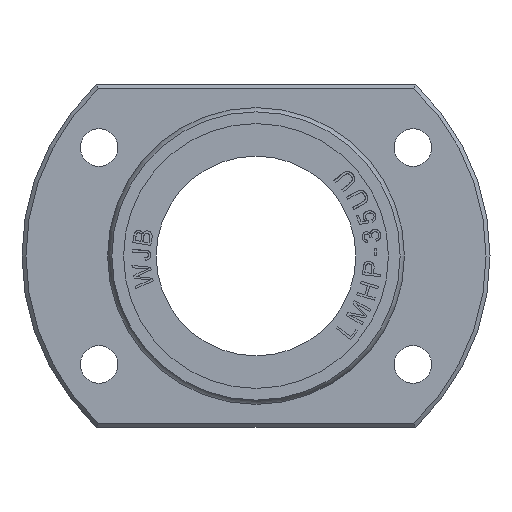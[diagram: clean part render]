
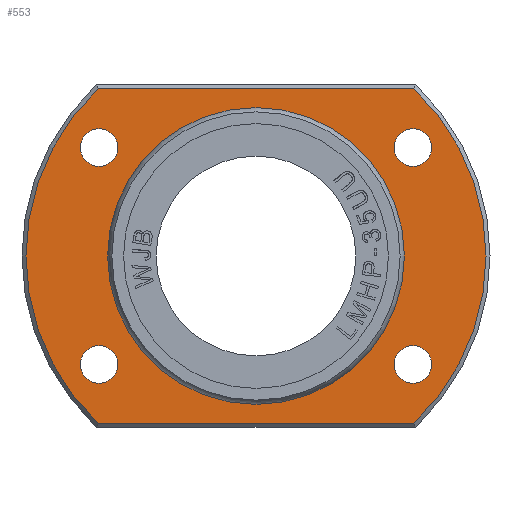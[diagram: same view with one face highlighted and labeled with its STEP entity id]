
A CAD part, left-side view. The second image highlights one B-rep face of the part: STEP entity #553.
In plain terms, the highlighted planar face has unit normal (-1, 0, 0).
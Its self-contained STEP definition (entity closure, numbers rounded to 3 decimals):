
#553=ADVANCED_FACE('',(#1311,#1312,#1313,#1314,#1315,#1316),#936,.T.);
#936=PLANE('',#6964);
#1211=CIRCLE('',#6957,3.3);
#1212=CIRCLE('',#6958,40.3);
#1213=CIRCLE('',#6959,40.3);
#1214=CIRCLE('',#6960,25.714);
#1215=CIRCLE('',#6961,3.3);
#1216=CIRCLE('',#6962,3.3);
#1217=CIRCLE('',#6963,3.3);
#1311=FACE_BOUND('',#1424,.T.);
#1312=FACE_BOUND('',#1425,.T.);
#1313=FACE_BOUND('',#1426,.T.);
#1314=FACE_BOUND('',#1427,.T.);
#1315=FACE_BOUND('',#1428,.T.);
#1316=FACE_BOUND('',#1429,.T.);
#1424=EDGE_LOOP('',(#2584));
#1425=EDGE_LOOP('',(#2585,#2586,#2587,#2588));
#1426=EDGE_LOOP('',(#2589));
#1427=EDGE_LOOP('',(#2590));
#1428=EDGE_LOOP('',(#2591));
#1429=EDGE_LOOP('',(#2592));
#1926=B_SPLINE_CURVE_WITH_KNOTS('',3,(#10437,#10438,#10439,#10440),.UNSPECIFIED.,
 .F.,.F.,(4,4),(0.,1.),.UNSPECIFIED.);
#1927=B_SPLINE_CURVE_WITH_KNOTS('',3,(#10444,#10445,#10446,#10447),.UNSPECIFIED.,
 .F.,.F.,(4,4),(0.,1.),.UNSPECIFIED.);
#2584=ORIENTED_EDGE('',*,*,#5146,.F.);
#2585=ORIENTED_EDGE('',*,*,#5147,.F.);
#2586=ORIENTED_EDGE('',*,*,#5148,.F.);
#2587=ORIENTED_EDGE('',*,*,#5149,.F.);
#2588=ORIENTED_EDGE('',*,*,#5150,.F.);
#2589=ORIENTED_EDGE('',*,*,#5151,.F.);
#2590=ORIENTED_EDGE('',*,*,#5152,.F.);
#2591=ORIENTED_EDGE('',*,*,#5153,.F.);
#2592=ORIENTED_EDGE('',*,*,#5154,.T.);
#4500=VERTEX_POINT('',#10433);
#4501=VERTEX_POINT('',#10435);
#4502=VERTEX_POINT('',#10436);
#4503=VERTEX_POINT('',#10441);
#4504=VERTEX_POINT('',#10443);
#4505=VERTEX_POINT('',#10449);
#4506=VERTEX_POINT('',#10451);
#4507=VERTEX_POINT('',#10453);
#4508=VERTEX_POINT('',#10455);
#5146=EDGE_CURVE('',#4500,#4500,#1211,.T.);
#5147=EDGE_CURVE('',#4501,#4502,#1212,.T.);
#5148=EDGE_CURVE('',#4503,#4501,#1926,.T.);
#5149=EDGE_CURVE('',#4504,#4503,#1213,.T.);
#5150=EDGE_CURVE('',#4502,#4504,#1927,.T.);
#5151=EDGE_CURVE('',#4505,#4505,#1214,.T.);
#5152=EDGE_CURVE('',#4506,#4506,#1215,.T.);
#5153=EDGE_CURVE('',#4507,#4507,#1216,.T.);
#5154=EDGE_CURVE('',#4508,#4508,#1217,.T.);
#6957=AXIS2_PLACEMENT_3D('',#10432,#7557,#7558);
#6958=AXIS2_PLACEMENT_3D('',#10434,#7559,#7560);
#6959=AXIS2_PLACEMENT_3D('',#10442,#7561,#7562);
#6960=AXIS2_PLACEMENT_3D('',#10448,#7563,#7564);
#6961=AXIS2_PLACEMENT_3D('',#10450,#7565,#7566);
#6962=AXIS2_PLACEMENT_3D('',#10452,#7567,#7568);
#6963=AXIS2_PLACEMENT_3D('',#10454,#7569,#7570);
#6964=AXIS2_PLACEMENT_3D('',#10456,#7571,#7572);
#7557=DIRECTION('',(-1.,0.,0.));
#7558=DIRECTION('',(0.,0.,1.));
#7559=DIRECTION('',(1.,0.,0.));
#7560=DIRECTION('',(0.,0.,-1.));
#7561=DIRECTION('',(1.,0.,0.));
#7562=DIRECTION('',(0.,0.,-1.));
#7563=DIRECTION('',(-1.,0.,0.));
#7564=DIRECTION('',(0.,0.,1.));
#7565=DIRECTION('',(-1.,0.,0.));
#7566=DIRECTION('',(0.,0.,1.));
#7567=DIRECTION('',(-1.,0.,0.));
#7568=DIRECTION('',(0.,0.,1.));
#7569=DIRECTION('',(1.,0.,0.));
#7570=DIRECTION('',(0.,0.,1.));
#7571=DIRECTION('',(-1.,0.,0.));
#7572=DIRECTION('',(0.,0.,1.));
#10432=CARTESIAN_POINT('',(10.,-27.5,-19.));
#10433=CARTESIAN_POINT('',(10.,-27.5,-15.7));
#10434=CARTESIAN_POINT('',(10.,0.,0.));
#10435=CARTESIAN_POINT('',(10.,-27.669,29.3));
#10436=CARTESIAN_POINT('',(10.,-27.669,-29.3));
#10437=CARTESIAN_POINT('',(10.,27.669,29.3));
#10438=CARTESIAN_POINT('',(10.,9.223,29.3));
#10439=CARTESIAN_POINT('',(10.,-9.223,29.3));
#10440=CARTESIAN_POINT('',(10.,-27.669,29.3));
#10441=CARTESIAN_POINT('',(10.,27.669,29.3));
#10442=CARTESIAN_POINT('',(10.,0.,0.));
#10443=CARTESIAN_POINT('',(10.,27.669,-29.3));
#10444=CARTESIAN_POINT('',(10.,-27.669,-29.3));
#10445=CARTESIAN_POINT('',(10.,-9.223,-29.3));
#10446=CARTESIAN_POINT('',(10.,9.223,-29.3));
#10447=CARTESIAN_POINT('',(10.,27.669,-29.3));
#10448=CARTESIAN_POINT('',(10.,0.,0.));
#10449=CARTESIAN_POINT('',(10.,0.,25.714));
#10450=CARTESIAN_POINT('',(10.,-27.5,19.));
#10451=CARTESIAN_POINT('',(10.,-27.5,22.3));
#10452=CARTESIAN_POINT('',(10.,27.5,19.));
#10453=CARTESIAN_POINT('',(10.,27.5,22.3));
#10454=CARTESIAN_POINT('',(10.,27.5,-19.));
#10455=CARTESIAN_POINT('',(10.,27.5,-15.7));
#10456=CARTESIAN_POINT('',(10.,0.,33.357));
